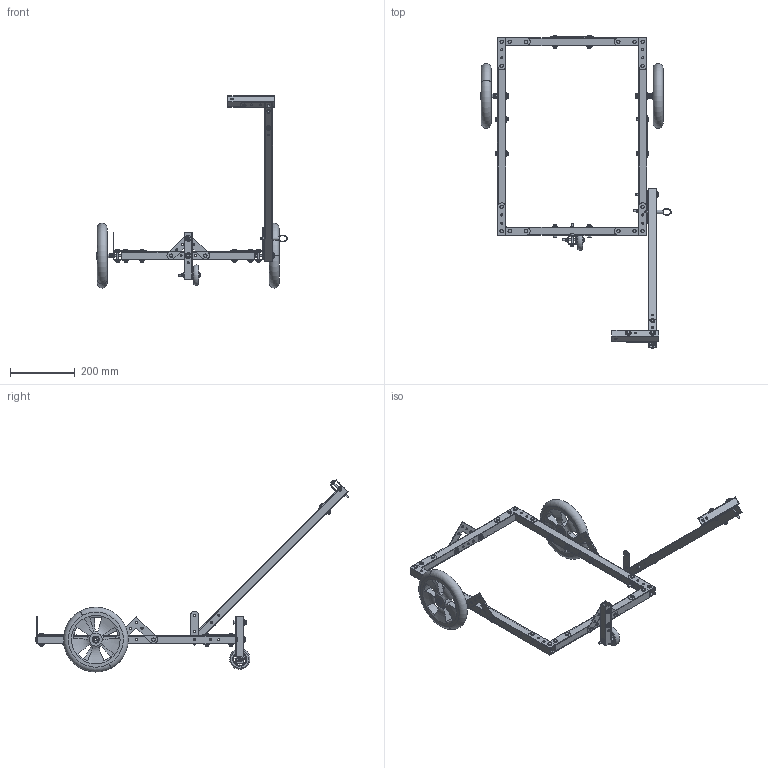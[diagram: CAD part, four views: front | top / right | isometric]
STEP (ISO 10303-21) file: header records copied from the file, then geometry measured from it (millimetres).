
FILE_DESCRIPTION(('FreeCAD Model'),'2;1');
FILE_NAME('Open CASCADE Shape Model','2025-03-05T08:41:37',(''),(''), 'Open CASCADE STEP processor 7.6','FreeCAD','Unknown');
FILE_SCHEMA(('AUTOMOTIVE_DESIGN { 1 0 10303 214 1 1 1 1 }'));
Length unit declared in the file: millimetre
Products named in the file (51): Assembly; LCS_Origin; étape_1; L101; T101; étape_2_equerres_AV; CHO17; Model; QIN35; M6x35-Screw; LCS_Tete; QIN12; QIN06; LCS_Ecrou; M6-Nut; étape_3_equerres_AR; Etape_4_cales; Etape_5_fixation_roulette; M101; QIN65; M6x65-Screw; Etape_6_roues; Roue; remorque_roue; LCS_1; LCS_2; Boulon_Roue; QIN13; QIN29; M8-Nut; Etape_7_timon; L102; QIN45; M6x45-Vis; Etape_8_roulette; ROU101; Etape_9_Finition_timon; Part; BLPS6-30
Assembly tree (113 placements, depth 5):
  Assembly
    LCS_Origin
    étape_1
      L101  x2
      T101
    étape_2_equerres_AV
      CHO17  x2
      Model  x8
        LCS_Origin
        QIN35
          M6x35-Screw
          LCS_Tete
        QIN12
        QIN06
          LCS_Ecrou
          M6-Nut
    étape_3_equerres_AR
      CHO17  x2
      T101
      Model  x8
        LCS_Origin
        QIN35
          M6x35-Screw
          LCS_Tete
        QIN12
        QIN06
          LCS_Ecrou
          M6-Nut
    Etape_4_cales
      CHO17  x4
      Model  x8
        LCS_Origin
        QIN35
          M6x35-Screw
          LCS_Tete
        QIN12
        QIN06
          LCS_Ecrou
          M6-Nut
    Etape_5_fixation_roulette
      M101
      Model  x2
        LCS_Origin
        QIN12
        QIN65
          M6x65-Screw
          LCS_Tete
        QIN06
          LCS_Ecrou
          M6-Nut
      Model
        LCS_Origin
        QIN35
          M6x35-Screw
          LCS_Tete
        QIN12
        QIN06
          LCS_Ecrou
          M6-Nut
      QIN12  x2
Bounding box: 588.52 x 965.95 x 592.85 mm (x, y, z)
Volume: 2003489.7 mm3; surface area: 899744.5 mm2
Topology: 146 solids, 146 shells, 2263 faces, 5095 edges, 3233 vertices
Faces by surface type: plane 965, cylinder 800, cone 380, torus 50, revolution 42, extrusion 24, sphere 2
Full cylindrical faces by diameter (mm): 5 x33, 5.04 x1, 6 x35, 6.5 x207, 6.667 x33, 6.75 x6, 8.4 x10, 8.5 x4, 8.833 x6, 9.5 x32, 9.99 x33, 11 x1, 12 x1, 12.987 x6, 14.49 x2, 18 x43, 22 x10
Entity records: 13557 total; most frequent: CARTESIAN_POINT 3850, DIRECTION 1911, ORIENTED_EDGE 1616, EDGE_CURVE 808, AXIS2_PLACEMENT_3D 766, VERTEX_POINT 528, FACE_BOUND 526, EDGE_LOOP 526
